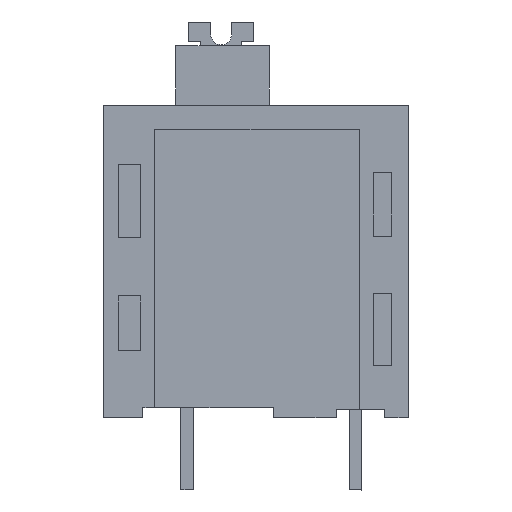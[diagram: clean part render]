
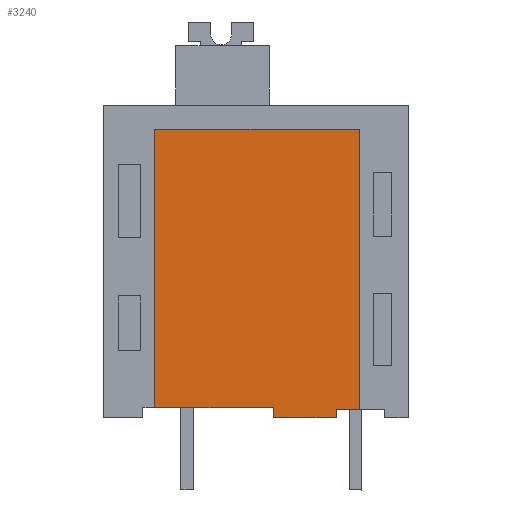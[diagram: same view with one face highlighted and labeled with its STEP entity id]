
A CAD part, left-side view. The second image highlights one B-rep face of the part: STEP entity #3240.
In plain terms, the highlighted planar face has unit normal (-1, 0, 0).
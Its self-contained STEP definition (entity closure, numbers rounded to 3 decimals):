
#3216=AXIS2_PLACEMENT_3D('Plane Axis2P3D',#3213,#3214,#3215) ;
#355=CARTESIAN_POINT('Vertex',(1.1,6.55,4.)) ;
#358=CARTESIAN_POINT('Line Origine',(1.1,9.439,4.)) ;
#362=CARTESIAN_POINT('Vertex',(1.1,12.329,4.)) ;
#389=CARTESIAN_POINT('Line Origine',(1.1,12.329,10.764)) ;
#393=CARTESIAN_POINT('Vertex',(1.1,12.329,17.529)) ;
#418=CARTESIAN_POINT('Vertex',(1.1,2.371,17.529)) ;
#421=CARTESIAN_POINT('Line Origine',(1.1,7.35,17.529)) ;
#439=CARTESIAN_POINT('Line Origine',(1.1,2.371,10.714)) ;
#443=CARTESIAN_POINT('Vertex',(1.1,2.371,3.9)) ;
#468=CARTESIAN_POINT('Vertex',(1.1,3.5,3.9)) ;
#485=CARTESIAN_POINT('Line Origine',(1.1,2.936,3.9)) ;
#3197=CARTESIAN_POINT('Vertex',(1.1,6.55,3.5)) ;
#3200=CARTESIAN_POINT('Line Origine',(1.1,6.55,3.75)) ;
#3213=CARTESIAN_POINT('Axis2P3D Location',(1.1,14.8,0.)) ;
#3218=CARTESIAN_POINT('Line Origine',(1.1,5.025,3.5)) ;
#3222=CARTESIAN_POINT('Vertex',(1.1,3.5,3.5)) ;
#3225=CARTESIAN_POINT('Line Origine',(1.1,3.5,3.7)) ;
#359=DIRECTION('Vector Direction',(0.,1.,0.)) ;
#390=DIRECTION('Vector Direction',(0.,0.,-1.)) ;
#422=DIRECTION('Vector Direction',(0.,-1.,0.)) ;
#440=DIRECTION('Vector Direction',(0.,0.,1.)) ;
#486=DIRECTION('Vector Direction',(0.,-1.,0.)) ;
#3201=DIRECTION('Vector Direction',(0.,0.,1.)) ;
#3214=DIRECTION('Axis2P3D Direction',(-1.,0.,0.)) ;
#3215=DIRECTION('Axis2P3D XDirection',(0.,-1.,0.)) ;
#3219=DIRECTION('Vector Direction',(0.,1.,0.)) ;
#3226=DIRECTION('Vector Direction',(0.,0.,1.)) ;
#360=VECTOR('Line Direction',#359,1.) ;
#391=VECTOR('Line Direction',#390,1.) ;
#423=VECTOR('Line Direction',#422,1.) ;
#441=VECTOR('Line Direction',#440,1.) ;
#487=VECTOR('Line Direction',#486,1.) ;
#3202=VECTOR('Line Direction',#3201,1.) ;
#3220=VECTOR('Line Direction',#3219,1.) ;
#3227=VECTOR('Line Direction',#3226,1.) ;
#3231=ORIENTED_EDGE('',*,*,#364,.F.) ;
#3232=ORIENTED_EDGE('',*,*,#3204,.F.) ;
#3233=ORIENTED_EDGE('',*,*,#3224,.T.) ;
#3234=ORIENTED_EDGE('',*,*,#3229,.T.) ;
#3235=ORIENTED_EDGE('',*,*,#489,.T.) ;
#3236=ORIENTED_EDGE('',*,*,#445,.T.) ;
#3237=ORIENTED_EDGE('',*,*,#425,.T.) ;
#3238=ORIENTED_EDGE('',*,*,#395,.T.) ;
#3240=ADVANCED_FACE('HOUSING',(#3239),#3217,.T.) ;
#364=EDGE_CURVE('',#356,#363,#361,.T.) ;
#395=EDGE_CURVE('',#394,#363,#392,.T.) ;
#425=EDGE_CURVE('',#419,#394,#424,.F.) ;
#445=EDGE_CURVE('',#444,#419,#442,.T.) ;
#489=EDGE_CURVE('',#469,#444,#488,.T.) ;
#3204=EDGE_CURVE('',#3198,#356,#3203,.T.) ;
#3224=EDGE_CURVE('',#3198,#3223,#3221,.F.) ;
#3229=EDGE_CURVE('',#3223,#469,#3228,.T.) ;
#3230=EDGE_LOOP('',(#3231,#3232,#3233,#3234,#3235,#3236,#3237,#3238)) ;
#3239=FACE_OUTER_BOUND('',#3230,.T.) ;
#361=LINE('Line',#358,#360) ;
#392=LINE('Line',#389,#391) ;
#424=LINE('Line',#421,#423) ;
#442=LINE('Line',#439,#441) ;
#488=LINE('Line',#485,#487) ;
#3203=LINE('Line',#3200,#3202) ;
#3221=LINE('Line',#3218,#3220) ;
#3228=LINE('Line',#3225,#3227) ;
#3217=PLANE('',#3216) ;
#356=VERTEX_POINT('',#355) ;
#363=VERTEX_POINT('',#362) ;
#394=VERTEX_POINT('',#393) ;
#419=VERTEX_POINT('',#418) ;
#444=VERTEX_POINT('',#443) ;
#469=VERTEX_POINT('',#468) ;
#3198=VERTEX_POINT('',#3197) ;
#3223=VERTEX_POINT('',#3222) ;
